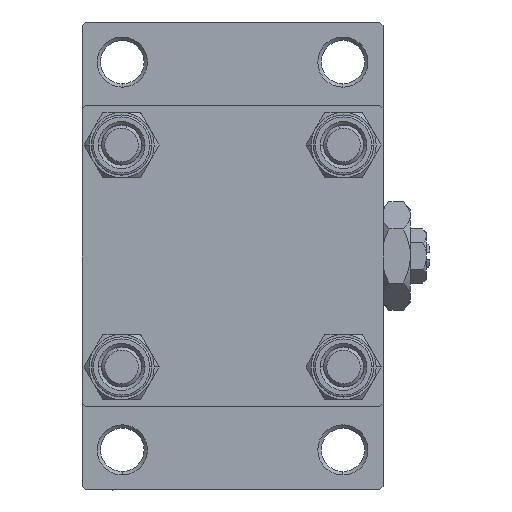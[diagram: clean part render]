
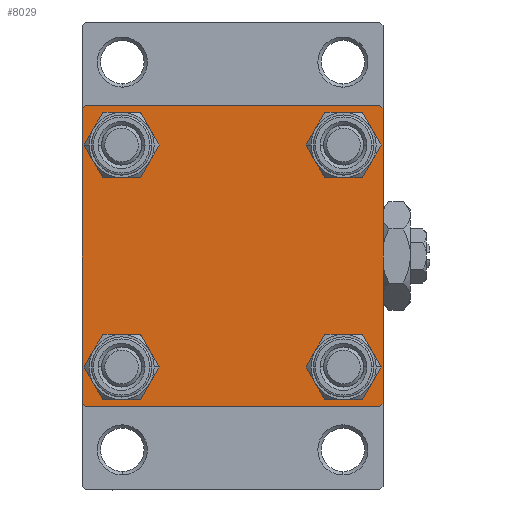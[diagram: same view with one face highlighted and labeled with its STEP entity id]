
A CAD part, left-side view. The second image highlights one B-rep face of the part: STEP entity #8029.
In plain terms, the highlighted planar face has unit normal (-1, 0, 0).
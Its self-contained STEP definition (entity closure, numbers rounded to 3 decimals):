
#421 = VERTEX_POINT ( 'NONE', #44901 ) ;
#1303 = CARTESIAN_POINT ( 'NONE',  ( 0., 16.6, 20.1 ) ) ;
#1439 = ORIENTED_EDGE ( 'NONE', *, *, #13774, .T. ) ;
#1770 = CARTESIAN_POINT ( 'NONE',  ( 0., 22.5, -22. ) ) ;
#2133 = DIRECTION ( 'NONE',  ( 0., 0., 1. ) ) ;
#2398 = AXIS2_PLACEMENT_3D ( 'NONE', #35532, #31315, #20116 ) ;
#2889 = FACE_BOUND ( 'NONE', #40366, .T. ) ;
#3337 = VECTOR ( 'NONE', #25142, 1000. ) ;
#3372 = DIRECTION ( 'NONE',  ( 0., -1., 0. ) ) ;
#3583 = CARTESIAN_POINT ( 'NONE',  ( 0., 22.5, 22.5 ) ) ;
#4850 = ORIENTED_EDGE ( 'NONE', *, *, #21878, .T. ) ;
#4970 = CARTESIAN_POINT ( 'NONE',  ( 0., 16.6, -13.1 ) ) ;
#5866 = PLANE ( 'NONE',  #16716 ) ;
#6620 = CARTESIAN_POINT ( 'NONE',  ( 0., 0., 0. ) ) ;
#6776 = VERTEX_POINT ( 'NONE', #17559 ) ;
#7630 = ORIENTED_EDGE ( 'NONE', *, *, #30979, .T. ) ;
#7658 = DIRECTION ( 'NONE',  ( 0., 0., -1. ) ) ;
#8029 = ADVANCED_FACE ( 'NONE', ( #2889, #44132, #47601, #25002, #13296 ), #5866, .T. ) ;
#8134 = DIRECTION ( 'NONE',  ( 0., -0.707, 0.707 ) ) ;
#8301 = CARTESIAN_POINT ( 'NONE',  ( 0., -22., 22.5 ) ) ;
#8426 = ORIENTED_EDGE ( 'NONE', *, *, #22952, .T. ) ;
#9178 = DIRECTION ( 'NONE',  ( 0., 0., 1. ) ) ;
#9253 = CARTESIAN_POINT ( 'NONE',  ( 0., -16.6, 13.1 ) ) ;
#9424 = ORIENTED_EDGE ( 'NONE', *, *, #36151, .T. ) ;
#9475 = CARTESIAN_POINT ( 'NONE',  ( 0., -22.25, 22.25 ) ) ;
#10281 = ORIENTED_EDGE ( 'NONE', *, *, #37470, .T. ) ;
#10451 = VECTOR ( 'NONE', #10908, 1000. ) ;
#10469 = DIRECTION ( 'NONE',  ( 0., 0., 1. ) ) ;
#10707 = DIRECTION ( 'NONE',  ( 0., 0., 1. ) ) ;
#10737 = DIRECTION ( 'NONE',  ( 0., -0.707, -0.707 ) ) ;
#10801 = VERTEX_POINT ( 'NONE', #28520 ) ;
#10908 = DIRECTION ( 'NONE',  ( 0., 0.707, -0.707 ) ) ;
#11165 = ORIENTED_EDGE ( 'NONE', *, *, #22243, .T. ) ;
#11321 = CARTESIAN_POINT ( 'NONE',  ( 0., -16.6, 16.6 ) ) ;
#11694 = LINE ( 'NONE', #34318, #38111 ) ;
#12269 = VECTOR ( 'NONE', #8134, 1000. ) ;
#12599 = CIRCLE ( 'NONE', #16583, 3.5 ) ;
#13296 = FACE_OUTER_BOUND ( 'NONE', #36632, .T. ) ;
#13446 = VERTEX_POINT ( 'NONE', #24379 ) ;
#13492 = ORIENTED_EDGE ( 'NONE', *, *, #21159, .F. ) ;
#13589 = ORIENTED_EDGE ( 'NONE', *, *, #21862, .T. ) ;
#13692 = DIRECTION ( 'NONE',  ( 1., 0., 0. ) ) ;
#13774 = EDGE_CURVE ( 'NONE', #19869, #27129, #22534, .T. ) ;
#13901 = ORIENTED_EDGE ( 'NONE', *, *, #26146, .F. ) ;
#14173 = VERTEX_POINT ( 'NONE', #15233 ) ;
#14303 = DIRECTION ( 'NONE',  ( 0., 0., 1. ) ) ;
#14796 = CARTESIAN_POINT ( 'NONE',  ( 0., 22.5, -22.5 ) ) ;
#14863 = LINE ( 'NONE', #33282, #10451 ) ;
#15233 = CARTESIAN_POINT ( 'NONE',  ( 0., 22., 22.5 ) ) ;
#15346 = LINE ( 'NONE', #23031, #42322 ) ;
#15358 = VERTEX_POINT ( 'NONE', #4970 ) ;
#15454 = AXIS2_PLACEMENT_3D ( 'NONE', #46863, #35207, #2133 ) ;
#15641 = EDGE_LOOP ( 'NONE', ( #8426, #41750 ) ) ;
#15913 = EDGE_CURVE ( 'NONE', #6776, #15358, #24042, .T. ) ;
#16470 = ORIENTED_EDGE ( 'NONE', *, *, #47783, .T. ) ;
#16583 = AXIS2_PLACEMENT_3D ( 'NONE', #24615, #21375, #10469 ) ;
#16716 = AXIS2_PLACEMENT_3D ( 'NONE', #6620, #29469, #14303 ) ;
#17355 = CARTESIAN_POINT ( 'NONE',  ( 0., -16.6, -16.6 ) ) ;
#17559 = CARTESIAN_POINT ( 'NONE',  ( 0., 16.6, -20.1 ) ) ;
#17708 = AXIS2_PLACEMENT_3D ( 'NONE', #45048, #33384, #21952 ) ;
#17905 = CIRCLE ( 'NONE', #43290, 3.5 ) ;
#17925 = CARTESIAN_POINT ( 'NONE',  ( 0., 16.6, 13.1 ) ) ;
#18603 = EDGE_LOOP ( 'NONE', ( #47578, #34447 ) ) ;
#19211 = LINE ( 'NONE', #3583, #26261 ) ;
#19255 = LINE ( 'NONE', #14796, #21053 ) ;
#19869 = VERTEX_POINT ( 'NONE', #24208 ) ;
#20038 = CARTESIAN_POINT ( 'NONE',  ( 0., 22., -22.5 ) ) ;
#20116 = DIRECTION ( 'NONE',  ( 0., 0., 1. ) ) ;
#21053 = VECTOR ( 'NONE', #3372, 1000. ) ;
#21159 = EDGE_CURVE ( 'NONE', #14173, #34078, #19211, .T. ) ;
#21375 = DIRECTION ( 'NONE',  ( 1., 0., 0. ) ) ;
#21394 = LINE ( 'NONE', #24890, #3337 ) ;
#21520 = AXIS2_PLACEMENT_3D ( 'NONE', #39779, #13692, #32343 ) ;
#21768 = VERTEX_POINT ( 'NONE', #34838 ) ;
#21862 = EDGE_CURVE ( 'NONE', #13446, #34078, #47994, .T. ) ;
#21878 = EDGE_CURVE ( 'NONE', #27129, #19869, #35814, .T. ) ;
#21952 = DIRECTION ( 'NONE',  ( 0., 0., 1. ) ) ;
#22243 = EDGE_CURVE ( 'NONE', #14173, #10801, #14863, .T. ) ;
#22342 = VERTEX_POINT ( 'NONE', #20038 ) ;
#22534 = CIRCLE ( 'NONE', #35893, 3.5 ) ;
#22865 = EDGE_CURVE ( 'NONE', #31457, #22342, #11694, .T. ) ;
#22952 = EDGE_CURVE ( 'NONE', #41336, #48820, #46953, .T. ) ;
#23031 = CARTESIAN_POINT ( 'NONE',  ( 0., 22.5, 22.5 ) ) ;
#24042 = CIRCLE ( 'NONE', #17708, 3.5 ) ;
#24208 = CARTESIAN_POINT ( 'NONE',  ( 0., -16.6, -13.1 ) ) ;
#24379 = CARTESIAN_POINT ( 'NONE',  ( 0., -22.5, 22. ) ) ;
#24615 = CARTESIAN_POINT ( 'NONE',  ( 0., 16.6, -16.6 ) ) ;
#24890 = CARTESIAN_POINT ( 'NONE',  ( 0., -22.5, 22.5 ) ) ;
#25002 = FACE_BOUND ( 'NONE', #15641, .T. ) ;
#25142 = DIRECTION ( 'NONE',  ( 0., 0., -1. ) ) ;
#25509 = DIRECTION ( 'NONE',  ( 1., 0., 0. ) ) ;
#25733 = AXIS2_PLACEMENT_3D ( 'NONE', #11321, #25509, #26489 ) ;
#26146 = EDGE_CURVE ( 'NONE', #13446, #43121, #21394, .T. ) ;
#26261 = VECTOR ( 'NONE', #38335, 1000. ) ;
#26337 = VECTOR ( 'NONE', #43763, 1000. ) ;
#26349 = DIRECTION ( 'NONE',  ( 1., 0., 0. ) ) ;
#26489 = DIRECTION ( 'NONE',  ( 0., 0., 1. ) ) ;
#26972 = VERTEX_POINT ( 'NONE', #9253 ) ;
#27129 = VERTEX_POINT ( 'NONE', #35993 ) ;
#27654 = CARTESIAN_POINT ( 'NONE',  ( 0., -22.5, -22. ) ) ;
#28520 = CARTESIAN_POINT ( 'NONE',  ( 0., 22.5, 22. ) ) ;
#28540 = DIRECTION ( 'NONE',  ( 1., 0., 0. ) ) ;
#28771 = EDGE_LOOP ( 'NONE', ( #1439, #4850 ) ) ;
#29469 = DIRECTION ( 'NONE',  ( -1., 0., 0. ) ) ;
#30515 = CARTESIAN_POINT ( 'NONE',  ( 0., -22.25, -22.25 ) ) ;
#30551 = CIRCLE ( 'NONE', #15454, 3.5 ) ;
#30979 = EDGE_CURVE ( 'NONE', #421, #26972, #37627, .T. ) ;
#31315 = DIRECTION ( 'NONE',  ( 1., 0., 0. ) ) ;
#31457 = VERTEX_POINT ( 'NONE', #1770 ) ;
#32343 = DIRECTION ( 'NONE',  ( 0., 0., 1. ) ) ;
#33282 = CARTESIAN_POINT ( 'NONE',  ( 0., 22.25, 22.25 ) ) ;
#33384 = DIRECTION ( 'NONE',  ( 1., 0., 0. ) ) ;
#34078 = VERTEX_POINT ( 'NONE', #8301 ) ;
#34318 = CARTESIAN_POINT ( 'NONE',  ( 0., 22.25, -22.25 ) ) ;
#34447 = ORIENTED_EDGE ( 'NONE', *, *, #15913, .T. ) ;
#34553 = EDGE_CURVE ( 'NONE', #48820, #41336, #30551, .T. ) ;
#34698 = EDGE_CURVE ( 'NONE', #22342, #21768, #19255, .T. ) ;
#34838 = CARTESIAN_POINT ( 'NONE',  ( 0., -22., -22.5 ) ) ;
#35207 = DIRECTION ( 'NONE',  ( 1., 0., 0. ) ) ;
#35208 = LINE ( 'NONE', #30515, #12269 ) ;
#35532 = CARTESIAN_POINT ( 'NONE',  ( 0., 16.6, 16.6 ) ) ;
#35814 = CIRCLE ( 'NONE', #21520, 3.5 ) ;
#35893 = AXIS2_PLACEMENT_3D ( 'NONE', #17355, #28540, #9178 ) ;
#35993 = CARTESIAN_POINT ( 'NONE',  ( 0., -16.6, -20.1 ) ) ;
#36151 = EDGE_CURVE ( 'NONE', #26972, #421, #17905, .T. ) ;
#36632 = EDGE_LOOP ( 'NONE', ( #16470, #40168, #36965, #10281, #13901, #13589, #13492, #11165 ) ) ;
#36965 = ORIENTED_EDGE ( 'NONE', *, *, #34698, .T. ) ;
#37470 = EDGE_CURVE ( 'NONE', #21768, #43121, #35208, .T. ) ;
#37627 = CIRCLE ( 'NONE', #25733, 3.5 ) ;
#38111 = VECTOR ( 'NONE', #10737, 1000. ) ;
#38335 = DIRECTION ( 'NONE',  ( 0., -1., 0. ) ) ;
#39779 = CARTESIAN_POINT ( 'NONE',  ( 0., -16.6, -16.6 ) ) ;
#40168 = ORIENTED_EDGE ( 'NONE', *, *, #22865, .T. ) ;
#40366 = EDGE_LOOP ( 'NONE', ( #7630, #9424 ) ) ;
#41336 = VERTEX_POINT ( 'NONE', #1303 ) ;
#41750 = ORIENTED_EDGE ( 'NONE', *, *, #34553, .T. ) ;
#42322 = VECTOR ( 'NONE', #7658, 1000. ) ;
#43121 = VERTEX_POINT ( 'NONE', #27654 ) ;
#43290 = AXIS2_PLACEMENT_3D ( 'NONE', #45216, #26349, #10707 ) ;
#43763 = DIRECTION ( 'NONE',  ( 0., 0.707, 0.707 ) ) ;
#44132 = FACE_BOUND ( 'NONE', #28771, .T. ) ;
#44304 = EDGE_CURVE ( 'NONE', #15358, #6776, #12599, .T. ) ;
#44901 = CARTESIAN_POINT ( 'NONE',  ( 0., -16.6, 20.1 ) ) ;
#45048 = CARTESIAN_POINT ( 'NONE',  ( 0., 16.6, -16.6 ) ) ;
#45216 = CARTESIAN_POINT ( 'NONE',  ( 0., -16.6, 16.6 ) ) ;
#46863 = CARTESIAN_POINT ( 'NONE',  ( 0., 16.6, 16.6 ) ) ;
#46953 = CIRCLE ( 'NONE', #2398, 3.5 ) ;
#47578 = ORIENTED_EDGE ( 'NONE', *, *, #44304, .T. ) ;
#47601 = FACE_BOUND ( 'NONE', #18603, .T. ) ;
#47783 = EDGE_CURVE ( 'NONE', #10801, #31457, #15346, .T. ) ;
#47994 = LINE ( 'NONE', #9475, #26337 ) ;
#48820 = VERTEX_POINT ( 'NONE', #17925 ) ;
